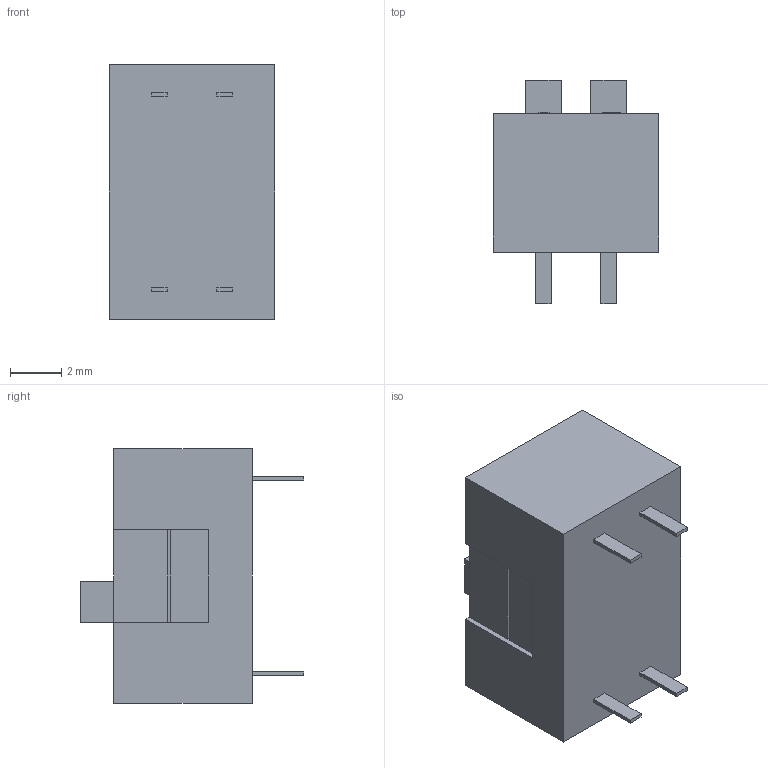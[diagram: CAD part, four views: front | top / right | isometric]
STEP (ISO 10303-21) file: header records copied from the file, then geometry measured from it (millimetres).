
FILE_DESCRIPTION(/* description */ (''),/* implementation_level */ '2;1');
FILE_NAME(/* name */ 'DIP Blue 2-way.step',/* time_stamp */ '2019-03-08T21:33:49+11:00',/* author */ ('austfox'),/* organization */ (''),/* preprocessor_version */ 'ST-DEVELOPER v17.2',/* originating_system */ 'Autodesk Translation Framework v7.6.0.251',/* authorisation */ '');
FILE_SCHEMA (('AUTOMOTIVE_DESIGN { 1 0 10303 214 3 1 1 }'));
Length unit declared in the file: millimetre
Products named in the file (1): DIP Blue 2-way
Bounding box: 6.44 x 8.7 x 9.9 mm (x, y, z)
Volume: 346.4 mm3; surface area: 468.7 mm2
Topology: 14 solids, 14 shells, 149 faces, 351 edges, 234 vertices
Faces by surface type: plane 105, bspline 42, cylinder 2
Full cylindrical faces by diameter (mm): 0.65 x2
Entity records: 4661 total; most frequent: CARTESIAN_POINT 1449, ORIENTED_EDGE 702, DIRECTION 487, EDGE_CURVE 351, LINE 263, VECTOR 263, VERTEX_POINT 234, EDGE_LOOP 155
